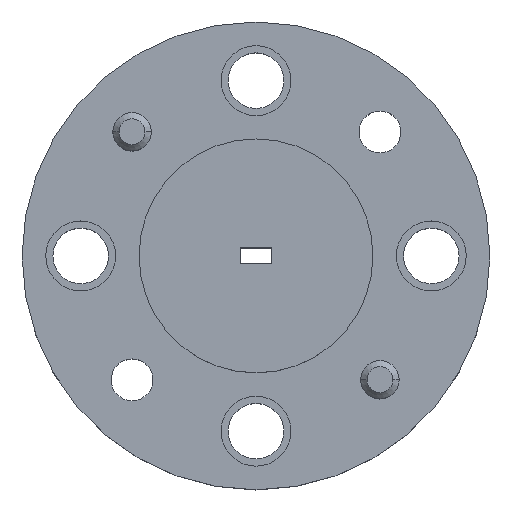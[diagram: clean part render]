
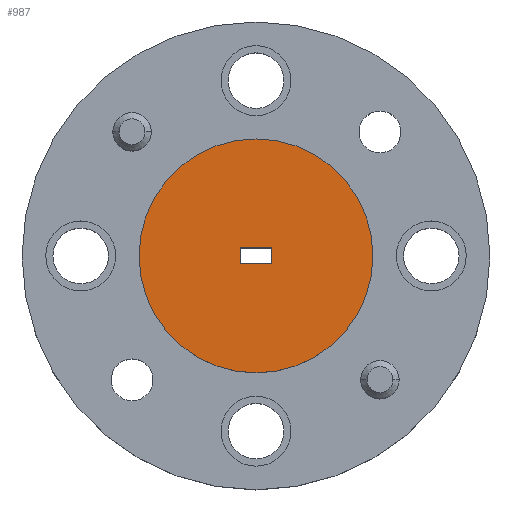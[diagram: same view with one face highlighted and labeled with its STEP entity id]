
A CAD part, top view. The second image highlights one B-rep face of the part: STEP entity #987.
In plain terms, the highlighted planar face has unit normal (0, 0, 1).
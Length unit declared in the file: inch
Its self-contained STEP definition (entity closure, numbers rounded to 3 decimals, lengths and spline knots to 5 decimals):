
#65 = ORIENTED_EDGE ( 'NONE', *, *, #2134, .F. ) ;
#70 = VECTOR ( 'NONE', #685, 39.37008 ) ;
#136 = CIRCLE ( 'NONE', #2191, 0.1875 ) ;
#158 = DIRECTION ( 'NONE',  ( -1., 0., 0. ) ) ;
#235 = EDGE_LOOP ( 'NONE', ( #65, #956, #2426, #516 ) ) ;
#245 = CARTESIAN_POINT ( 'NONE',  ( 0., 0., 0.037 ) ) ;
#251 = PLANE ( 'NONE',  #1070 ) ;
#257 = EDGE_CURVE ( 'NONE', #408, #963, #136, .T. ) ;
#259 = CARTESIAN_POINT ( 'NONE',  ( 0.0255, -0.01275, 0.037 ) ) ;
#272 = DIRECTION ( 'NONE',  ( 0., 1., 0. ) ) ;
#345 = LINE ( 'NONE', #2243, #840 ) ;
#408 = VERTEX_POINT ( 'NONE', #2428 ) ;
#437 = EDGE_CURVE ( 'NONE', #2101, #952, #1090, .T. ) ;
#453 = ORIENTED_EDGE ( 'NONE', *, *, #632, .T. ) ;
#461 = EDGE_CURVE ( 'NONE', #1184, #997, #345, .T. ) ;
#504 = CARTESIAN_POINT ( 'NONE',  ( 0., 0., 0.037 ) ) ;
#516 = ORIENTED_EDGE ( 'NONE', *, *, #437, .F. ) ;
#559 = DIRECTION ( 'NONE',  ( 0., 0., 1. ) ) ;
#609 = FACE_BOUND ( 'NONE', #235, .T. ) ;
#632 = EDGE_CURVE ( 'NONE', #963, #408, #2272, .T. ) ;
#685 = DIRECTION ( 'NONE',  ( 0., -1., 0. ) ) ;
#840 = VECTOR ( 'NONE', #1871, 39.37008 ) ;
#952 = VERTEX_POINT ( 'NONE', #2324 ) ;
#956 = ORIENTED_EDGE ( 'NONE', *, *, #461, .F. ) ;
#963 = VERTEX_POINT ( 'NONE', #1714 ) ;
#987 = ADVANCED_FACE ( 'NONE', ( #609, #1194 ), #251, .T. ) ;
#997 = VERTEX_POINT ( 'NONE', #1754 ) ;
#999 = DIRECTION ( 'NONE',  ( 0., 0., 1. ) ) ;
#1050 = LINE ( 'NONE', #2185, #70 ) ;
#1070 = AXIS2_PLACEMENT_3D ( 'NONE', #1777, #2159, #1581 ) ;
#1090 = LINE ( 'NONE', #2227, #1283 ) ;
#1138 = CARTESIAN_POINT ( 'NONE',  ( 0.0255, 0.01275, 0.037 ) ) ;
#1184 = VERTEX_POINT ( 'NONE', #1534 ) ;
#1194 = FACE_OUTER_BOUND ( 'NONE', #2363, .T. ) ;
#1283 = VECTOR ( 'NONE', #158, 39.37008 ) ;
#1320 = DIRECTION ( 'NONE',  ( 1., 0., 0. ) ) ;
#1518 = DIRECTION ( 'NONE',  ( 1., 0., 0. ) ) ;
#1523 = AXIS2_PLACEMENT_3D ( 'NONE', #245, #999, #1518 ) ;
#1528 = ORIENTED_EDGE ( 'NONE', *, *, #257, .T. ) ;
#1534 = CARTESIAN_POINT ( 'NONE',  ( -0.0255, -0.01275, 0.037 ) ) ;
#1581 = DIRECTION ( 'NONE',  ( 1., 0., 0. ) ) ;
#1714 = CARTESIAN_POINT ( 'NONE',  ( 0.1875, 0., 0.037 ) ) ;
#1754 = CARTESIAN_POINT ( 'NONE',  ( 0.0255, -0.01275, 0.037 ) ) ;
#1777 = CARTESIAN_POINT ( 'NONE',  ( 0., 0., 0.037 ) ) ;
#1871 = DIRECTION ( 'NONE',  ( 1., 0., 0. ) ) ;
#1939 = EDGE_CURVE ( 'NONE', #952, #1184, #1050, .T. ) ;
#1961 = LINE ( 'NONE', #259, #2403 ) ;
#2101 = VERTEX_POINT ( 'NONE', #1138 ) ;
#2134 = EDGE_CURVE ( 'NONE', #997, #2101, #1961, .T. ) ;
#2159 = DIRECTION ( 'NONE',  ( 0., 0., 1. ) ) ;
#2185 = CARTESIAN_POINT ( 'NONE',  ( -0.0255, -0.01275, 0.037 ) ) ;
#2191 = AXIS2_PLACEMENT_3D ( 'NONE', #504, #559, #1320 ) ;
#2227 = CARTESIAN_POINT ( 'NONE',  ( -0.0255, 0.01275, 0.037 ) ) ;
#2243 = CARTESIAN_POINT ( 'NONE',  ( -0.0255, -0.01275, 0.037 ) ) ;
#2272 = CIRCLE ( 'NONE', #1523, 0.1875 ) ;
#2324 = CARTESIAN_POINT ( 'NONE',  ( -0.0255, 0.01275, 0.037 ) ) ;
#2363 = EDGE_LOOP ( 'NONE', ( #1528, #453 ) ) ;
#2403 = VECTOR ( 'NONE', #272, 39.37008 ) ;
#2426 = ORIENTED_EDGE ( 'NONE', *, *, #1939, .F. ) ;
#2428 = CARTESIAN_POINT ( 'NONE',  ( -0.1875, 0., 0.037 ) ) ;
